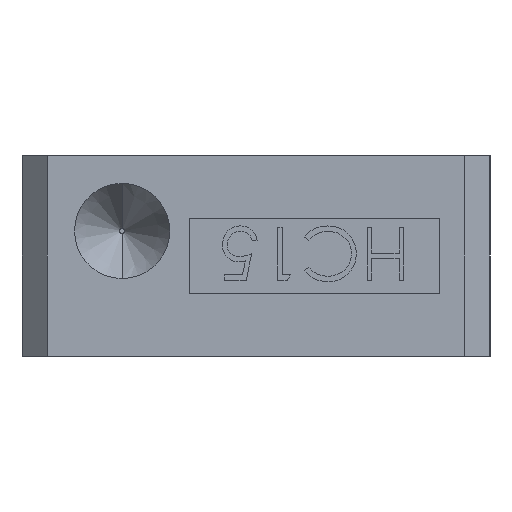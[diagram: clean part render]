
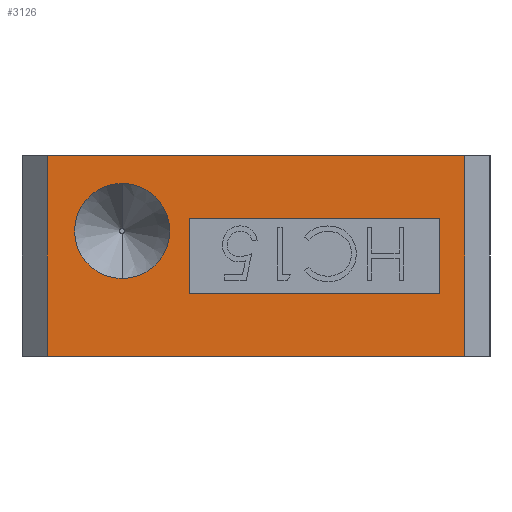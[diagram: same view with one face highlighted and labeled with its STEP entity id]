
A CAD part, left-side view. The second image highlights one B-rep face of the part: STEP entity #3126.
In plain terms, the highlighted planar face has unit normal (-1, 0, 0).
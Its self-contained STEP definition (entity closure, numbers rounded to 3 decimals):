
#32 = CARTESIAN_POINT ( 'NONE',  ( -16.2, 1., 0. ) ) ;
#77 = DIRECTION ( 'NONE',  ( 1., 0., 0. ) ) ;
#194 = EDGE_LOOP ( 'NONE', ( #2794, #3204, #3432, #1326 ) ) ;
#431 = CARTESIAN_POINT ( 'NONE',  ( -16.2, 2., 2.5 ) ) ;
#751 = VECTOR ( 'NONE', #1046, 1000. ) ;
#877 = LINE ( 'NONE', #1539, #2504 ) ;
#896 = VERTEX_POINT ( 'NONE', #32 ) ;
#914 = VECTOR ( 'NONE', #1683, 1000. ) ;
#924 = CIRCLE ( 'NONE', #3246, 1.9 ) ;
#930 = ORIENTED_EDGE ( 'NONE', *, *, #3343, .F. ) ;
#976 = CARTESIAN_POINT ( 'NONE',  ( -16.2, 14.7, 3.1 ) ) ;
#1046 = DIRECTION ( 'NONE',  ( 0., -1., 0. ) ) ;
#1081 = CARTESIAN_POINT ( 'NONE',  ( -16.2, 12., 2.5 ) ) ;
#1092 = CARTESIAN_POINT ( 'NONE',  ( -16.2, 12., 5.5 ) ) ;
#1134 = ORIENTED_EDGE ( 'NONE', *, *, #1593, .T. ) ;
#1154 = CARTESIAN_POINT ( 'NONE',  ( -16.2, 12., 5.5 ) ) ;
#1162 = VERTEX_POINT ( 'NONE', #3641 ) ;
#1192 = ORIENTED_EDGE ( 'NONE', *, *, #1206, .F. ) ;
#1206 = EDGE_CURVE ( 'NONE', #3453, #3476, #924, .T. ) ;
#1274 = FACE_BOUND ( 'NONE', #194, .T. ) ;
#1294 = DIRECTION ( 'NONE',  ( 0., 0., -1. ) ) ;
#1315 = VECTOR ( 'NONE', #2275, 1000. ) ;
#1316 = LINE ( 'NONE', #2511, #914 ) ;
#1326 = ORIENTED_EDGE ( 'NONE', *, *, #3872, .F. ) ;
#1332 = PLANE ( 'NONE',  #3068 ) ;
#1374 = VECTOR ( 'NONE', #2584, 1000. ) ;
#1410 = DIRECTION ( 'NONE',  ( 0., 0., -1. ) ) ;
#1539 = CARTESIAN_POINT ( 'NONE',  ( -16.2, 17.7, 8. ) ) ;
#1581 = CARTESIAN_POINT ( 'NONE',  ( -16.2, 2., 5.5 ) ) ;
#1584 = DIRECTION ( 'NONE',  ( -1., 0., 0. ) ) ;
#1593 = EDGE_CURVE ( 'NONE', #2837, #896, #1316, .T. ) ;
#1619 = CARTESIAN_POINT ( 'NONE',  ( -16.2, 14.7, 5. ) ) ;
#1664 = CARTESIAN_POINT ( 'NONE',  ( -16.2, 12., 2.5 ) ) ;
#1683 = DIRECTION ( 'NONE',  ( 0., -1., 0. ) ) ;
#1771 = EDGE_CURVE ( 'NONE', #2317, #2243, #3756, .T. ) ;
#1806 = VECTOR ( 'NONE', #2076, 1000. ) ;
#1861 = CARTESIAN_POINT ( 'NONE',  ( -16.2, 14.7, 5. ) ) ;
#1905 = EDGE_LOOP ( 'NONE', ( #1192, #2752 ) ) ;
#1919 = CARTESIAN_POINT ( 'NONE',  ( -16.2, 17.7, 0. ) ) ;
#2076 = DIRECTION ( 'NONE',  ( 0., 0., -1. ) ) ;
#2146 = VERTEX_POINT ( 'NONE', #1581 ) ;
#2159 = FACE_BOUND ( 'NONE', #1905, .T. ) ;
#2209 = LINE ( 'NONE', #431, #1374 ) ;
#2231 = DIRECTION ( 'NONE',  ( 0., -1., 0. ) ) ;
#2243 = VERTEX_POINT ( 'NONE', #3236 ) ;
#2246 = VECTOR ( 'NONE', #2231, 1000. ) ;
#2275 = DIRECTION ( 'NONE',  ( 0., 1., 0. ) ) ;
#2317 = VERTEX_POINT ( 'NONE', #1154 ) ;
#2377 = LINE ( 'NONE', #3882, #1806 ) ;
#2458 = ORIENTED_EDGE ( 'NONE', *, *, #3393, .T. ) ;
#2504 = VECTOR ( 'NONE', #3254, 1000. ) ;
#2511 = CARTESIAN_POINT ( 'NONE',  ( -16.2, 1., 0. ) ) ;
#2564 = CIRCLE ( 'NONE', #3571, 1.9 ) ;
#2584 = DIRECTION ( 'NONE',  ( 0., 0., 1. ) ) ;
#2626 = CARTESIAN_POINT ( 'NONE',  ( -16.2, 1., 8. ) ) ;
#2752 = ORIENTED_EDGE ( 'NONE', *, *, #3464, .F. ) ;
#2794 = ORIENTED_EDGE ( 'NONE', *, *, #1771, .F. ) ;
#2821 = DIRECTION ( 'NONE',  ( 0., 0., 1. ) ) ;
#2837 = VERTEX_POINT ( 'NONE', #1919 ) ;
#2853 = DIRECTION ( 'NONE',  ( -1., 0., 0. ) ) ;
#2883 = EDGE_CURVE ( 'NONE', #1162, #2146, #2209, .T. ) ;
#3001 = VERTEX_POINT ( 'NONE', #2626 ) ;
#3068 = AXIS2_PLACEMENT_3D ( 'NONE', #3376, #77, #1294 ) ;
#3098 = EDGE_LOOP ( 'NONE', ( #1134, #930, #3660, #2458 ) ) ;
#3126 = ADVANCED_FACE ( 'NONE', ( #1274, #2159, #3398 ), #1332, .F. ) ;
#3204 = ORIENTED_EDGE ( 'NONE', *, *, #3278, .F. ) ;
#3236 = CARTESIAN_POINT ( 'NONE',  ( -16.2, 12., 2.5 ) ) ;
#3246 = AXIS2_PLACEMENT_3D ( 'NONE', #1861, #2853, #3702 ) ;
#3254 = DIRECTION ( 'NONE',  ( 0., 0., -1. ) ) ;
#3278 = EDGE_CURVE ( 'NONE', #2146, #2317, #3790, .T. ) ;
#3329 = CARTESIAN_POINT ( 'NONE',  ( -16.2, 14.7, 6.9 ) ) ;
#3341 = CARTESIAN_POINT ( 'NONE',  ( -16.2, 17.7, 8. ) ) ;
#3343 = EDGE_CURVE ( 'NONE', #3001, #896, #2377, .T. ) ;
#3376 = CARTESIAN_POINT ( 'NONE',  ( -16.2, 1., 8. ) ) ;
#3393 = EDGE_CURVE ( 'NONE', #3773, #2837, #877, .T. ) ;
#3398 = FACE_OUTER_BOUND ( 'NONE', #3098, .T. ) ;
#3432 = ORIENTED_EDGE ( 'NONE', *, *, #2883, .F. ) ;
#3453 = VERTEX_POINT ( 'NONE', #3329 ) ;
#3458 = LINE ( 'NONE', #1081, #751 ) ;
#3464 = EDGE_CURVE ( 'NONE', #3476, #3453, #2564, .T. ) ;
#3475 = LINE ( 'NONE', #3760, #2246 ) ;
#3476 = VERTEX_POINT ( 'NONE', #976 ) ;
#3571 = AXIS2_PLACEMENT_3D ( 'NONE', #1619, #1584, #2821 ) ;
#3631 = VECTOR ( 'NONE', #1410, 1000. ) ;
#3641 = CARTESIAN_POINT ( 'NONE',  ( -16.2, 2., 2.5 ) ) ;
#3660 = ORIENTED_EDGE ( 'NONE', *, *, #3900, .F. ) ;
#3702 = DIRECTION ( 'NONE',  ( 0., 0., 1. ) ) ;
#3756 = LINE ( 'NONE', #1664, #3631 ) ;
#3760 = CARTESIAN_POINT ( 'NONE',  ( -16.2, 1., 8. ) ) ;
#3773 = VERTEX_POINT ( 'NONE', #3341 ) ;
#3790 = LINE ( 'NONE', #1092, #1315 ) ;
#3872 = EDGE_CURVE ( 'NONE', #2243, #1162, #3458, .T. ) ;
#3882 = CARTESIAN_POINT ( 'NONE',  ( -16.2, 1., 8. ) ) ;
#3900 = EDGE_CURVE ( 'NONE', #3773, #3001, #3475, .T. ) ;
